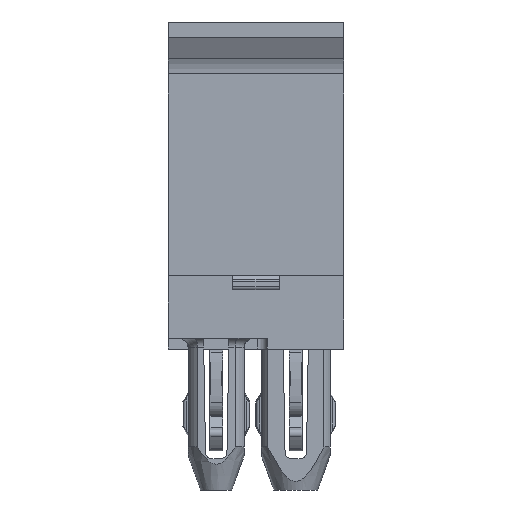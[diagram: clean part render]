
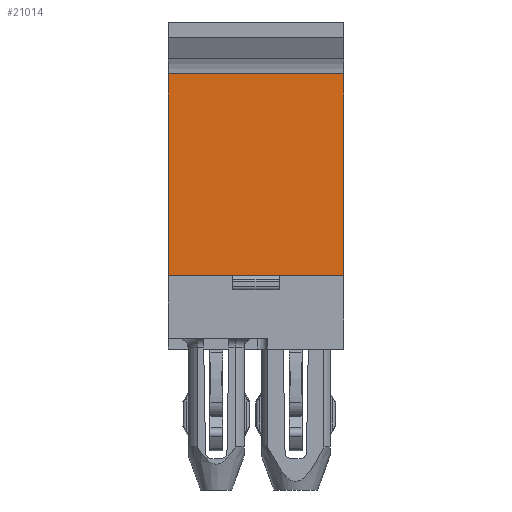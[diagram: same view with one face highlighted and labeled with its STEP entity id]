
A CAD part, left-side view. The second image highlights one B-rep face of the part: STEP entity #21014.
In plain terms, the highlighted planar face has unit normal (-1, 0, 0).
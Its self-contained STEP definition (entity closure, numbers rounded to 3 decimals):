
#401=PLANE('',#23870);
#2547=ORIENTED_EDGE('',*,*,#8466,.F.);
#2548=ORIENTED_EDGE('',*,*,#8484,.T.);
#2549=ORIENTED_EDGE('',*,*,#8482,.T.);
#2550=ORIENTED_EDGE('',*,*,#8485,.F.);
#8466=EDGE_CURVE('',#11486,#11487,#13581,.T.);
#8482=EDGE_CURVE('',#11499,#11498,#13593,.T.);
#8484=EDGE_CURVE('',#11486,#11499,#13595,.T.);
#8485=EDGE_CURVE('',#11487,#11498,#13596,.T.);
#11486=VERTEX_POINT('',#32659);
#11487=VERTEX_POINT('',#32660);
#11498=VERTEX_POINT('',#32689);
#11499=VERTEX_POINT('',#32691);
#13581=LINE('',#32658,#16060);
#13593=LINE('',#32690,#16072);
#13595=LINE('',#32694,#16074);
#13596=LINE('',#32695,#16075);
#16060=VECTOR('',#26161,1000.);
#16072=VECTOR('',#26187,1000.);
#16074=VECTOR('',#26191,1000.);
#16075=VECTOR('',#26192,1000.);
#18373=EDGE_LOOP('',(#2547,#2548,#2549,#2550));
#19562=FACE_BOUND('',#18373,.T.);
#21014=ADVANCED_FACE('',(#19562),#401,.F.);
#23870=AXIS2_PLACEMENT_3D('',#32693,#26189,#26190);
#26161=DIRECTION('',(0.,-1.,0.));
#26187=DIRECTION('',(0.,-1.,0.));
#26189=DIRECTION('',(1.,0.,0.));
#26190=DIRECTION('',(0.,0.,-1.));
#26191=DIRECTION('',(0.,0.,-1.));
#26192=DIRECTION('',(0.,0.,-1.));
#32658=CARTESIAN_POINT('',(-3.74,0.,0.741));
#32659=CARTESIAN_POINT('',(-3.74,2.8,0.741));
#32660=CARTESIAN_POINT('',(-3.74,-2.8,0.741));
#32689=CARTESIAN_POINT('',(-3.74,-2.8,-5.7));
#32690=CARTESIAN_POINT('',(-3.74,2.8,-5.7));
#32691=CARTESIAN_POINT('',(-3.74,2.8,-5.7));
#32693=CARTESIAN_POINT('',(-3.74,2.8,1.));
#32694=CARTESIAN_POINT('',(-3.74,2.8,0.));
#32695=CARTESIAN_POINT('',(-3.74,-2.8,0.));
